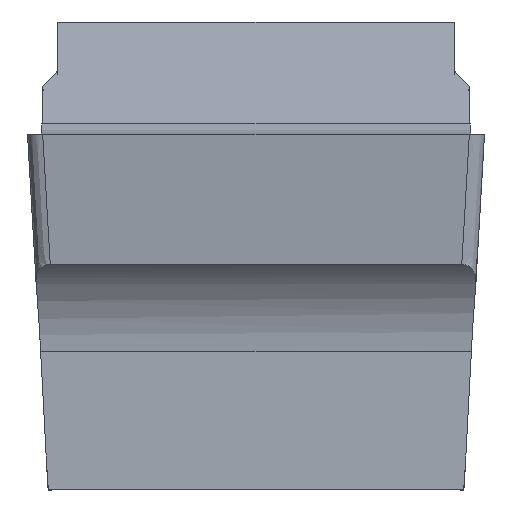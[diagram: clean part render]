
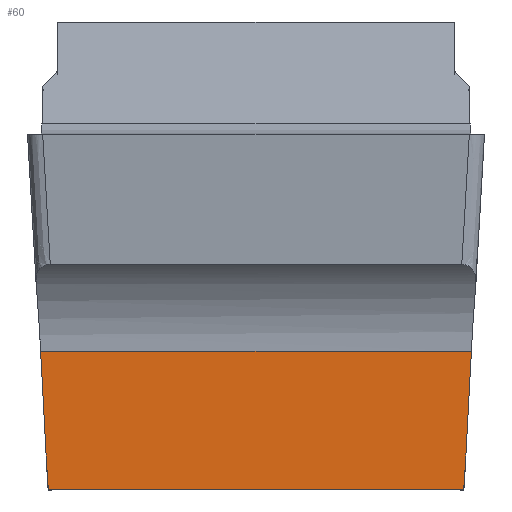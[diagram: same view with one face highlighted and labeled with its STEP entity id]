
A CAD part, front view. The second image highlights one B-rep face of the part: STEP entity #60.
In plain terms, the highlighted planar face has unit normal (0, -1, 0).
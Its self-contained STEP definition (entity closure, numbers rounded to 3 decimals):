
#60=ADVANCED_FACE('SIDE_IB_1_SU3',(#116),#96,.F.);
#96=PLANE('',#741);
#116=FACE_OUTER_BOUND('',#152,.T.);
#152=EDGE_LOOP('',(#301,#302,#303,#304,#305,#306));
#191=LINE('',#957,#245);
#192=LINE('',#964,#246);
#193=LINE('',#966,#247);
#194=LINE('',#968,#248);
#245=VECTOR('',#784,1.);
#246=VECTOR('',#785,1.);
#247=VECTOR('',#786,1.);
#248=VECTOR('',#787,1.);
#301=ORIENTED_EDGE('',*,*,#573,.F.);
#302=ORIENTED_EDGE('',*,*,#574,.F.);
#303=ORIENTED_EDGE('',*,*,#575,.F.);
#304=ORIENTED_EDGE('',*,*,#576,.T.);
#305=ORIENTED_EDGE('',*,*,#577,.F.);
#306=ORIENTED_EDGE('',*,*,#578,.T.);
#505=VERTEX_POINT('',#955);
#506=VERTEX_POINT('',#956);
#507=VERTEX_POINT('',#958);
#508=VERTEX_POINT('',#963);
#509=VERTEX_POINT('',#965);
#510=VERTEX_POINT('',#967);
#573=EDGE_CURVE('',#505,#506,#671,.T.);
#574=EDGE_CURVE('',#507,#505,#191,.T.);
#575=EDGE_CURVE('',#508,#507,#672,.T.);
#576=EDGE_CURVE('',#508,#509,#192,.T.);
#577=EDGE_CURVE('',#510,#509,#193,.T.);
#578=EDGE_CURVE('',#510,#506,#194,.T.);
#671=B_SPLINE_CURVE_WITH_KNOTS('',3,(#951,#952,#953,#954),.UNSPECIFIED.,
 .F.,.F.,(4,4),(0.,1.),.UNSPECIFIED.);
#672=B_SPLINE_CURVE_WITH_KNOTS('',3,(#959,#960,#961,#962),.UNSPECIFIED.,
 .F.,.F.,(4,4),(0.,1.),.UNSPECIFIED.);
#741=AXIS2_PLACEMENT_3D('',#969,#788,#789);
#784=DIRECTION('',(-1.,0.,0.));
#785=DIRECTION('',(0.052,0.,0.999));
#786=DIRECTION('',(1.,0.,0.));
#787=DIRECTION('',(0.052,0.,-0.999));
#788=DIRECTION('',(0.,1.,0.));
#789=DIRECTION('',(0.,0.,1.));
#951=CARTESIAN_POINT('',(-2.726,-11.967,-4.672));
#952=CARTESIAN_POINT('',(-2.737,-11.967,-4.545));
#953=CARTESIAN_POINT('',(-2.745,-11.967,-4.418));
#954=CARTESIAN_POINT('',(-2.752,-11.967,-4.292));
#955=CARTESIAN_POINT('',(-2.726,-11.967,-4.672));
#956=CARTESIAN_POINT('',(-2.752,-11.967,-4.292));
#957=CARTESIAN_POINT('',(-3.12,-11.967,-4.672));
#958=CARTESIAN_POINT('',(2.726,-11.967,-4.672));
#959=CARTESIAN_POINT('',(2.752,-11.967,-4.292));
#960=CARTESIAN_POINT('',(2.745,-11.967,-4.418));
#961=CARTESIAN_POINT('',(2.737,-11.967,-4.545));
#962=CARTESIAN_POINT('',(2.726,-11.967,-4.672));
#963=CARTESIAN_POINT('',(2.752,-11.967,-4.292));
#964=CARTESIAN_POINT('',(2.637,-11.967,-6.474));
#965=CARTESIAN_POINT('',(2.827,-11.967,-2.851));
#966=CARTESIAN_POINT('',(5.,-11.967,-2.851));
#967=CARTESIAN_POINT('',(-2.827,-11.967,-2.851));
#968=CARTESIAN_POINT('',(-2.654,-11.967,-6.147));
#969=CARTESIAN_POINT('',(-3.12,-11.967,-6.172));
